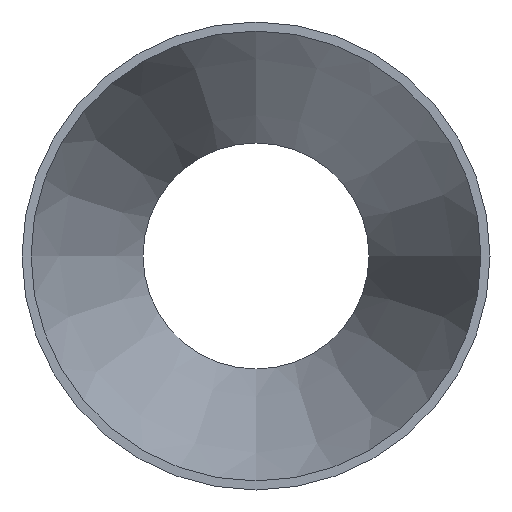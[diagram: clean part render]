
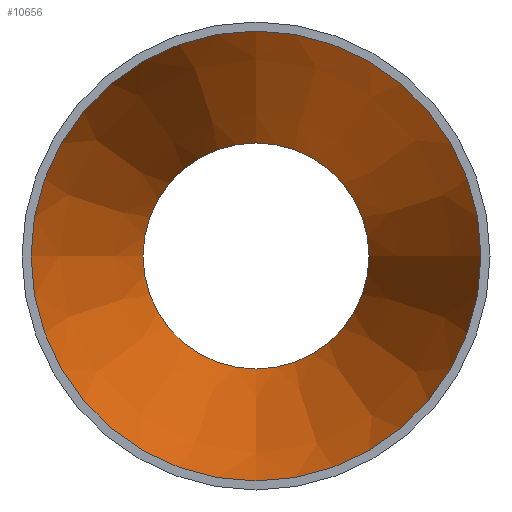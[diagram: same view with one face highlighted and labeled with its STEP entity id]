
A CAD part, front view. The second image highlights one B-rep face of the part: STEP entity #10656.
In plain terms, the highlighted conical face has half-angle 19.021 degrees and reference radius 105.319 mm.
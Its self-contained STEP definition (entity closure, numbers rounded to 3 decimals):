
#1294 = CIRCLE ( 'NONE', #12777, 52.919 ) ;
#2132 = CARTESIAN_POINT ( 'NONE',  ( 0., 0., 0. ) ) ;
#3312 = CONICAL_SURFACE ( 'NONE', #13762, 105.319, 0.332 ) ;
#4109 = CARTESIAN_POINT ( 'NONE',  ( 0., 152., 0. ) ) ;
#4791 = CARTESIAN_POINT ( 'NONE',  ( 0., 152., -52.919 ) ) ;
#6444 = FACE_OUTER_BOUND ( 'NONE', #17743, .T. ) ;
#6551 = FACE_BOUND ( 'NONE', #19853, .T. ) ;
#6875 = DIRECTION ( 'NONE',  ( 0., -1., 0. ) ) ;
#10134 = EDGE_CURVE ( 'NONE', #12834, #12834, #19716, .T. ) ;
#10239 = DIRECTION ( 'NONE',  ( 0., -1., 0. ) ) ;
#10618 = AXIS2_PLACEMENT_3D ( 'NONE', #2132, #6875, #18089 ) ;
#10656 = ADVANCED_FACE ( 'NONE', ( #6551, #6444 ), #3312, .F. ) ;
#10661 = ORIENTED_EDGE ( 'NONE', *, *, #15189, .F. ) ;
#12144 = DIRECTION ( 'NONE',  ( 0., 0., -1. ) ) ;
#12777 = AXIS2_PLACEMENT_3D ( 'NONE', #4109, #10239, #12144 ) ;
#12834 = VERTEX_POINT ( 'NONE', #19277 ) ;
#13762 = AXIS2_PLACEMENT_3D ( 'NONE', #19434, #20936, #17657 ) ;
#15189 = EDGE_CURVE ( 'NONE', #15567, #15567, #1294, .T. ) ;
#15567 = VERTEX_POINT ( 'NONE', #4791 ) ;
#16100 = ORIENTED_EDGE ( 'NONE', *, *, #10134, .T. ) ;
#17657 = DIRECTION ( 'NONE',  ( 0., 0., -1. ) ) ;
#17743 = EDGE_LOOP ( 'NONE', ( #16100 ) ) ;
#18089 = DIRECTION ( 'NONE',  ( 0., 0., -1. ) ) ;
#19277 = CARTESIAN_POINT ( 'NONE',  ( 0., 0., -105.319 ) ) ;
#19434 = CARTESIAN_POINT ( 'NONE',  ( 0., 0., 0. ) ) ;
#19716 = CIRCLE ( 'NONE', #10618, 105.319 ) ;
#19853 = EDGE_LOOP ( 'NONE', ( #10661 ) ) ;
#20936 = DIRECTION ( 'NONE',  ( 0., -1., 0. ) ) ;
